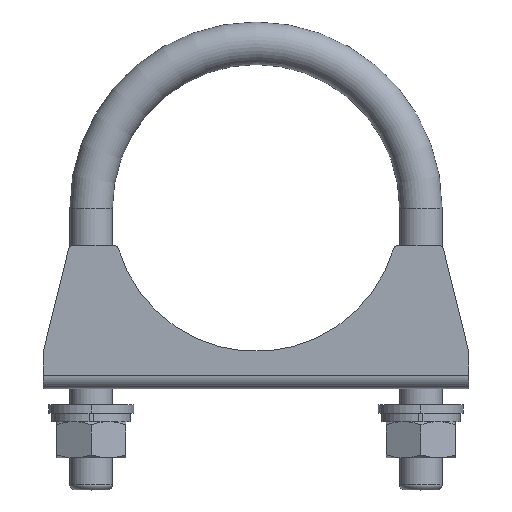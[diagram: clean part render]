
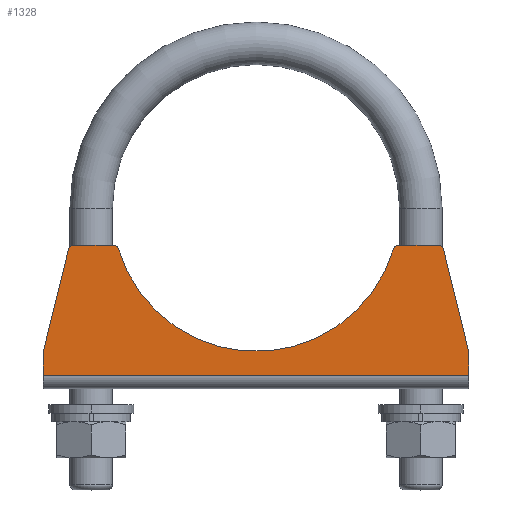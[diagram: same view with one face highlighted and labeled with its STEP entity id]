
A CAD part, top view. The second image highlights one B-rep face of the part: STEP entity #1328.
In plain terms, the highlighted planar face has unit normal (0, 0, 1).
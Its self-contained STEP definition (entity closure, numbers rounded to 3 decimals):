
#4 = ORIENTED_EDGE ( 'NONE', *, *, #1126, .T. ) ;
#8 = CARTESIAN_POINT ( 'NONE',  ( 80., 25.5, 7.5 ) ) ;
#29 = ORIENTED_EDGE ( 'NONE', *, *, #303, .T. ) ;
#72 = LINE ( 'NONE', #1022, #2500 ) ;
#88 = DIRECTION ( 'NONE',  ( 1., 0., 0. ) ) ;
#123 = CARTESIAN_POINT ( 'NONE',  ( 80., 25.5, 7.5 ) ) ;
#158 = ORIENTED_EDGE ( 'NONE', *, *, #2502, .F. ) ;
#161 = FACE_OUTER_BOUND ( 'NONE', #1916, .T. ) ;
#173 = CARTESIAN_POINT ( 'NONE',  ( 66.833, 25.5, 7.5 ) ) ;
#186 = CIRCLE ( 'NONE', #1927, 27. ) ;
#258 = LINE ( 'NONE', #1205, #636 ) ;
#261 = CARTESIAN_POINT ( 'NONE',  ( 80., 5.5, 7.5 ) ) ;
#283 = AXIS2_PLACEMENT_3D ( 'NONE', #2129, #1400, #2837 ) ;
#285 = EDGE_CURVE ( 'NONE', #815, #2678, #632, .T. ) ;
#303 = EDGE_CURVE ( 'NONE', #1890, #428, #2868, .T. ) ;
#388 = VERTEX_POINT ( 'NONE', #2220 ) ;
#428 = VERTEX_POINT ( 'NONE', #2701 ) ;
#443 = EDGE_CURVE ( 'NONE', #1359, #2713, #72, .T. ) ;
#458 = EDGE_CURVE ( 'NONE', #2932, #388, #186, .T. ) ;
#460 = LINE ( 'NONE', #1754, #1775 ) ;
#461 = CARTESIAN_POINT ( 'NONE',  ( 13.167, 24.5, 7.5 ) ) ;
#474 = ORIENTED_EDGE ( 'NONE', *, *, #285, .T. ) ;
#486 = DIRECTION ( 'NONE',  ( 0., 1., 0. ) ) ;
#497 = VERTEX_POINT ( 'NONE', #1302 ) ;
#534 = AXIS2_PLACEMENT_3D ( 'NONE', #2936, #2967, #1278 ) ;
#535 = VECTOR ( 'NONE', #1163, 1000. ) ;
#588 = VECTOR ( 'NONE', #2177, 1000. ) ;
#611 = VERTEX_POINT ( 'NONE', #261 ) ;
#632 = CIRCLE ( 'NONE', #283, 1. ) ;
#636 = VECTOR ( 'NONE', #2164, 1000. ) ;
#704 = DIRECTION ( 'NONE',  ( -1., 0., 0. ) ) ;
#721 = ORIENTED_EDGE ( 'NONE', *, *, #443, .F. ) ;
#749 = DIRECTION ( 'NONE',  ( 0., 0., 1. ) ) ;
#815 = VERTEX_POINT ( 'NONE', #1534 ) ;
#881 = ORIENTED_EDGE ( 'NONE', *, *, #458, .F. ) ;
#919 = VERTEX_POINT ( 'NONE', #2330 ) ;
#982 = LINE ( 'NONE', #1420, #535 ) ;
#993 = VECTOR ( 'NONE', #1818, 1000. ) ;
#1022 = CARTESIAN_POINT ( 'NONE',  ( -1.277, 0.314, 7.5 ) ) ;
#1092 = EDGE_CURVE ( 'NONE', #611, #919, #982, .T. ) ;
#1126 = EDGE_CURVE ( 'NONE', #2678, #1381, #2890, .T. ) ;
#1144 = EDGE_CURVE ( 'NONE', #2932, #1890, #2760, .T. ) ;
#1163 = DIRECTION ( 'NONE',  ( 0., -1., 0. ) ) ;
#1191 = AXIS2_PLACEMENT_3D ( 'NONE', #1494, #749, #2468 ) ;
#1205 = CARTESIAN_POINT ( 'NONE',  ( 76.706, 18.882, 7.5 ) ) ;
#1278 = DIRECTION ( 'NONE',  ( 0., 1., 0. ) ) ;
#1302 = CARTESIAN_POINT ( 'NONE',  ( 0., 1., 7.5 ) ) ;
#1328 = ADVANCED_FACE ( 'NONE', ( #161 ), #1547, .F. ) ;
#1359 = VERTEX_POINT ( 'NONE', #2268 ) ;
#1365 = DIRECTION ( 'NONE',  ( 0., 0., -1. ) ) ;
#1381 = VERTEX_POINT ( 'NONE', #173 ) ;
#1383 = AXIS2_PLACEMENT_3D ( 'NONE', #461, #2642, #486 ) ;
#1400 = DIRECTION ( 'NONE',  ( 0., 0., 1. ) ) ;
#1420 = CARTESIAN_POINT ( 'NONE',  ( 80., 25.5, 7.5 ) ) ;
#1494 = CARTESIAN_POINT ( 'NONE',  ( 66.833, 24.5, 7.5 ) ) ;
#1534 = CARTESIAN_POINT ( 'NONE',  ( 75.264, 24.739, 7.5 ) ) ;
#1542 = CARTESIAN_POINT ( 'NONE',  ( 13.167, 25.5, 7.5 ) ) ;
#1547 = PLANE ( 'NONE',  #1990 ) ;
#1634 = CARTESIAN_POINT ( 'NONE',  ( 74.293, 25.5, 7.5 ) ) ;
#1674 = EDGE_CURVE ( 'NONE', #1359, #497, #460, .T. ) ;
#1701 = ORIENTED_EDGE ( 'NONE', *, *, #1144, .T. ) ;
#1754 = CARTESIAN_POINT ( 'NONE',  ( 0., 25.5, 7.5 ) ) ;
#1775 = VECTOR ( 'NONE', #1917, 1000. ) ;
#1777 = CIRCLE ( 'NONE', #1191, 1. ) ;
#1809 = EDGE_CURVE ( 'NONE', #611, #815, #258, .T. ) ;
#1818 = DIRECTION ( 'NONE',  ( -1., 0., 0. ) ) ;
#1890 = VERTEX_POINT ( 'NONE', #1542 ) ;
#1914 = CARTESIAN_POINT ( 'NONE',  ( 4.736, 24.739, 7.5 ) ) ;
#1916 = EDGE_LOOP ( 'NONE', ( #2582, #474, #4, #2877, #881, #1701, #29, #1936, #721, #2161, #158, #2905 ) ) ;
#1917 = DIRECTION ( 'NONE',  ( 0., -1., 0. ) ) ;
#1927 = AXIS2_PLACEMENT_3D ( 'NONE', #1975, #2957, #88 ) ;
#1936 = ORIENTED_EDGE ( 'NONE', *, *, #2317, .T. ) ;
#1975 = CARTESIAN_POINT ( 'NONE',  ( 40., 32.5, 7.5 ) ) ;
#1990 = AXIS2_PLACEMENT_3D ( 'NONE', #123, #1365, #2525 ) ;
#2087 = EDGE_CURVE ( 'NONE', #1381, #388, #1777, .T. ) ;
#2129 = CARTESIAN_POINT ( 'NONE',  ( 74.293, 24.5, 7.5 ) ) ;
#2161 = ORIENTED_EDGE ( 'NONE', *, *, #1674, .T. ) ;
#2164 = DIRECTION ( 'NONE',  ( -0.239, 0.971, 0. ) ) ;
#2177 = DIRECTION ( 'NONE',  ( -1., 0., 0. ) ) ;
#2220 = CARTESIAN_POINT ( 'NONE',  ( 65.875, 24.786, 7.5 ) ) ;
#2232 = DIRECTION ( 'NONE',  ( 0.239, 0.971, 0. ) ) ;
#2268 = CARTESIAN_POINT ( 'NONE',  ( 0., 5.5, 7.5 ) ) ;
#2317 = EDGE_CURVE ( 'NONE', #428, #2713, #2451, .T. ) ;
#2330 = CARTESIAN_POINT ( 'NONE',  ( 80., 1., 7.5 ) ) ;
#2451 = CIRCLE ( 'NONE', #534, 1. ) ;
#2468 = DIRECTION ( 'NONE',  ( 0., 1., 0. ) ) ;
#2500 = VECTOR ( 'NONE', #2232, 1000. ) ;
#2502 = EDGE_CURVE ( 'NONE', #919, #497, #2741, .T. ) ;
#2508 = CARTESIAN_POINT ( 'NONE',  ( 80., 1., 7.5 ) ) ;
#2525 = DIRECTION ( 'NONE',  ( 0., 1., 0. ) ) ;
#2550 = VECTOR ( 'NONE', #704, 1000. ) ;
#2568 = CARTESIAN_POINT ( 'NONE',  ( 14.125, 24.786, 7.5 ) ) ;
#2582 = ORIENTED_EDGE ( 'NONE', *, *, #1809, .T. ) ;
#2642 = DIRECTION ( 'NONE',  ( 0., 0., 1. ) ) ;
#2678 = VERTEX_POINT ( 'NONE', #1634 ) ;
#2701 = CARTESIAN_POINT ( 'NONE',  ( 5.707, 25.5, 7.5 ) ) ;
#2713 = VERTEX_POINT ( 'NONE', #1914 ) ;
#2741 = LINE ( 'NONE', #2508, #993 ) ;
#2760 = CIRCLE ( 'NONE', #1383, 1. ) ;
#2837 = DIRECTION ( 'NONE',  ( 0., 1., 0. ) ) ;
#2857 = CARTESIAN_POINT ( 'NONE',  ( 80., 25.5, 7.5 ) ) ;
#2868 = LINE ( 'NONE', #8, #2550 ) ;
#2877 = ORIENTED_EDGE ( 'NONE', *, *, #2087, .T. ) ;
#2890 = LINE ( 'NONE', #2857, #588 ) ;
#2905 = ORIENTED_EDGE ( 'NONE', *, *, #1092, .F. ) ;
#2932 = VERTEX_POINT ( 'NONE', #2568 ) ;
#2936 = CARTESIAN_POINT ( 'NONE',  ( 5.707, 24.5, 7.5 ) ) ;
#2957 = DIRECTION ( 'NONE',  ( 0., 0., 1. ) ) ;
#2967 = DIRECTION ( 'NONE',  ( 0., 0., 1. ) ) ;
